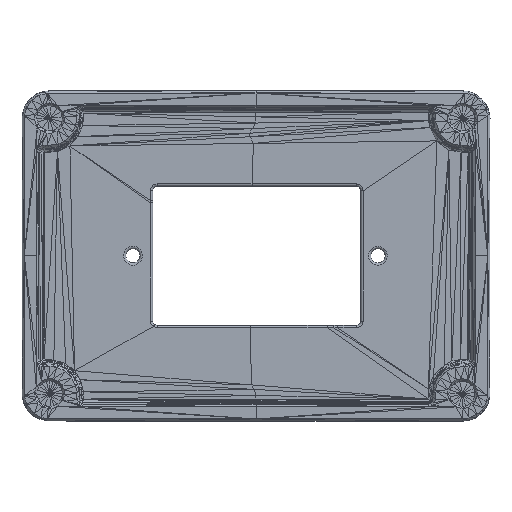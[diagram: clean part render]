
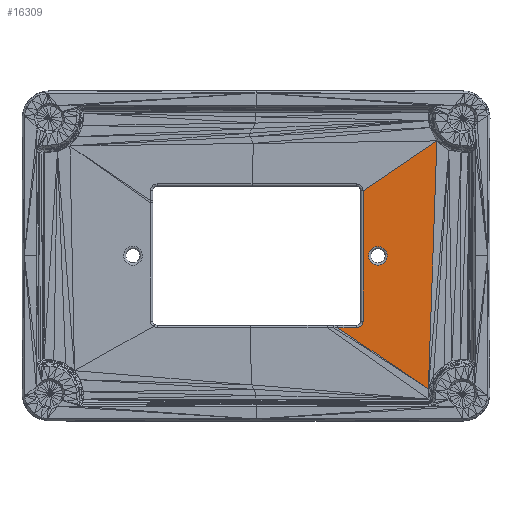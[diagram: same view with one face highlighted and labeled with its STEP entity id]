
A CAD part, top view. The second image highlights one B-rep face of the part: STEP entity #16309.
In plain terms, the highlighted planar face has unit normal (0, 0, 1).
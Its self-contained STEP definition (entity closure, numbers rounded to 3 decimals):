
#16=(
BOUNDED_CURVE()
B_SPLINE_CURVE(2,(#24744,#24745,#24746),.UNSPECIFIED.,.F.,.F.)
B_SPLINE_CURVE_WITH_KNOTS((3,3),(2.756,2.765),
 .UNSPECIFIED.)
CURVE()
GEOMETRIC_REPRESENTATION_ITEM()
RATIONAL_B_SPLINE_CURVE((0.976,0.976,0.976))
REPRESENTATION_ITEM('')
);
#38=FACE_BOUND('',#7290,.T.);
#46=PLANE('',#17821);
#1491=LINE('',#24738,#3653);
#1492=LINE('',#24742,#3654);
#1493=LINE('',#24748,#3655);
#1494=LINE('',#24750,#3656);
#1495=LINE('',#24751,#3657);
#3653=VECTOR('',#19445,10.);
#3654=VECTOR('',#19448,10.);
#3655=VECTOR('',#19449,10.);
#3656=VECTOR('',#19450,10.);
#3657=VECTOR('',#19451,10.);
#5831=FACE_OUTER_BOUND('',#7289,.T.);
#7289=EDGE_LOOP('',(#11937,#11938,#11939,#11940,#11941,#11942,#11943));
#7290=EDGE_LOOP('',(#11944));
#8760=CIRCLE('',#17820,1.7);
#8761=CIRCLE('',#17822,1.2);
#8835=VERTEX_POINT('',#24732);
#8836=VERTEX_POINT('',#24736);
#8837=VERTEX_POINT('',#24737);
#8838=VERTEX_POINT('',#24739);
#8839=VERTEX_POINT('',#24741);
#8840=VERTEX_POINT('',#24743);
#8841=VERTEX_POINT('',#24747);
#8842=VERTEX_POINT('',#24749);
#9645=EDGE_CURVE('',#8835,#8835,#8760,.T.);
#9646=EDGE_CURVE('',#8836,#8837,#1491,.T.);
#9647=EDGE_CURVE('',#8838,#8836,#8761,.T.);
#9648=EDGE_CURVE('',#8839,#8838,#1492,.T.);
#9649=EDGE_CURVE('',#8840,#8839,#16,.T.);
#9650=EDGE_CURVE('',#8841,#8840,#1493,.T.);
#9651=EDGE_CURVE('',#8841,#8842,#1494,.T.);
#9652=EDGE_CURVE('',#8842,#8837,#1495,.T.);
#11937=ORIENTED_EDGE('',*,*,#9646,.F.);
#11938=ORIENTED_EDGE('',*,*,#9647,.F.);
#11939=ORIENTED_EDGE('',*,*,#9648,.F.);
#11940=ORIENTED_EDGE('',*,*,#9649,.F.);
#11941=ORIENTED_EDGE('',*,*,#9650,.F.);
#11942=ORIENTED_EDGE('',*,*,#9651,.T.);
#11943=ORIENTED_EDGE('',*,*,#9652,.T.);
#11944=ORIENTED_EDGE('',*,*,#9645,.F.);
#16309=ADVANCED_FACE('',(#5831,#38),#46,.T.);
#17820=AXIS2_PLACEMENT_3D('',#24734,#19441,#19442);
#17821=AXIS2_PLACEMENT_3D('',#24735,#19443,#19444);
#17822=AXIS2_PLACEMENT_3D('',#24740,#19446,#19447);
#19441=DIRECTION('center_axis',(0.,0.,
1.));
#19442=DIRECTION('ref_axis',(-0.412,-0.911,0.));
#19443=DIRECTION('center_axis',(0.,0.,
1.));
#19444=DIRECTION('ref_axis',(1.,0.,0.));
#19445=DIRECTION('',(0.,1.,0.));
#19446=DIRECTION('center_axis',(0.,0.,
1.));
#19447=DIRECTION('ref_axis',(-0.412,-0.911,0.));
#19448=DIRECTION('',(1.,0.,0.));
#19449=DIRECTION('',(-0.828,0.561,0.));
#19450=DIRECTION('',(0.034,0.999,0.));
#19451=DIRECTION('',(-0.829,-0.559,0.));
#24732=CARTESIAN_POINT('',(197.836,176.581,3.012));
#24734=CARTESIAN_POINT('Origin',(197.135,175.032,3.012));
#24735=CARTESIAN_POINT('Origin',(206.297,150.831,3.008));
#24736=CARTESIAN_POINT('',(194.435,163.182,3.009));
#24737=CARTESIAN_POINT('',(194.435,186.859,3.014));
#24738=CARTESIAN_POINT('',(194.435,168.857,3.01));
#24739=CARTESIAN_POINT('',(193.235,161.982,3.009));
#24740=CARTESIAN_POINT('Origin',(193.235,163.182,3.009));
#24741=CARTESIAN_POINT('',(189.859,161.982,3.009));
#24742=CARTESIAN_POINT('',(199.766,161.982,3.01));
#24743=CARTESIAN_POINT('',(189.859,161.982,3.009));
#24744=CARTESIAN_POINT('Ctrl Pts',(189.859,161.982,3.009));
#24745=CARTESIAN_POINT('Ctrl Pts',(189.859,161.982,3.009));
#24746=CARTESIAN_POINT('Ctrl Pts',(189.859,161.982,3.009));
#24747=CARTESIAN_POINT('',(206.297,150.831,3.008));
#24748=CARTESIAN_POINT('',(206.297,150.831,3.008));
#24749=CARTESIAN_POINT('',(207.852,195.907,3.016));
#24750=CARTESIAN_POINT('',(206.297,150.831,3.008));
#24751=CARTESIAN_POINT('',(207.852,195.907,3.016));
